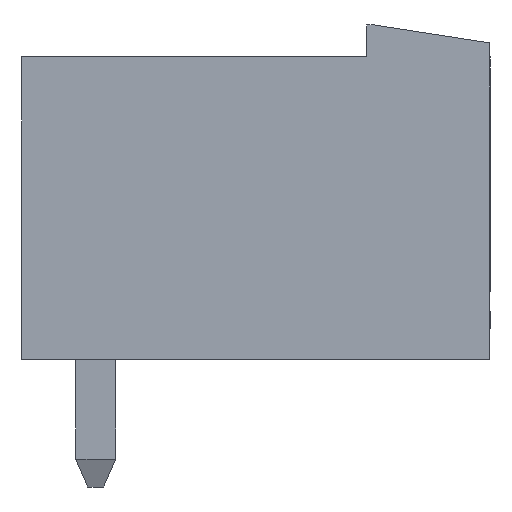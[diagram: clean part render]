
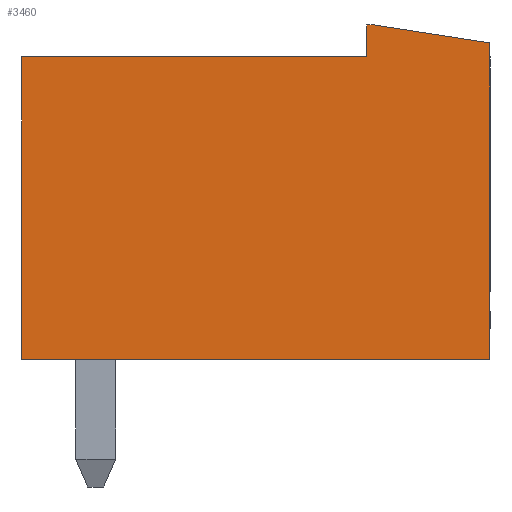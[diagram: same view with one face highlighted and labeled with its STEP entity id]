
A CAD part, left-side view. The second image highlights one B-rep face of the part: STEP entity #3460.
In plain terms, the highlighted planar face has unit normal (-1, 0, 0).
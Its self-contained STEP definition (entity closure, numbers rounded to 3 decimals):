
#3449=AXIS2_PLACEMENT_3D('Plane Axis2P3D',#3446,#3447,#3448) ;
#308=CARTESIAN_POINT('Vertex',(0.,0.,11.15)) ;
#311=CARTESIAN_POINT('Line Origine',(0.,0.,7.175)) ;
#315=CARTESIAN_POINT('Vertex',(0.,0.,3.2)) ;
#1397=CARTESIAN_POINT('Vertex',(0.,2.9,11.6)) ;
#1400=CARTESIAN_POINT('Line Origine',(0.,1.45,11.375)) ;
#1428=CARTESIAN_POINT('Vertex',(0.,3.1,11.6)) ;
#1431=CARTESIAN_POINT('Line Origine',(0.,3.,11.6)) ;
#1725=CARTESIAN_POINT('Vertex',(0.,3.1,10.8)) ;
#1728=CARTESIAN_POINT('Line Origine',(0.,3.1,11.2)) ;
#1845=CARTESIAN_POINT('Vertex',(0.,11.75,10.8)) ;
#1848=CARTESIAN_POINT('Line Origine',(0.,7.425,10.8)) ;
#2583=CARTESIAN_POINT('Vertex',(0.,11.75,3.2)) ;
#2588=CARTESIAN_POINT('Line Origine',(0.,11.75,7.)) ;
#2948=CARTESIAN_POINT('Line Origine',(0.,5.875,3.2)) ;
#3446=CARTESIAN_POINT('Axis2P3D Location',(0.,0.,0.)) ;
#312=DIRECTION('Vector Direction',(0.,0.,-1.)) ;
#1401=DIRECTION('Vector Direction',(0.,-0.988,-0.153)) ;
#1432=DIRECTION('Vector Direction',(0.,-1.,0.)) ;
#1729=DIRECTION('Vector Direction',(0.,0.,1.)) ;
#1849=DIRECTION('Vector Direction',(0.,-1.,0.)) ;
#2589=DIRECTION('Vector Direction',(0.,0.,1.)) ;
#2949=DIRECTION('Vector Direction',(0.,1.,0.)) ;
#3447=DIRECTION('Axis2P3D Direction',(-1.,0.,0.)) ;
#3448=DIRECTION('Axis2P3D XDirection',(0.,-1.,0.)) ;
#313=VECTOR('Line Direction',#312,1.) ;
#1402=VECTOR('Line Direction',#1401,1.) ;
#1433=VECTOR('Line Direction',#1432,1.) ;
#1730=VECTOR('Line Direction',#1729,1.) ;
#1850=VECTOR('Line Direction',#1849,1.) ;
#2590=VECTOR('Line Direction',#2589,1.) ;
#2950=VECTOR('Line Direction',#2949,1.) ;
#3452=ORIENTED_EDGE('',*,*,#317,.T.) ;
#3453=ORIENTED_EDGE('',*,*,#1404,.T.) ;
#3454=ORIENTED_EDGE('',*,*,#1435,.T.) ;
#3455=ORIENTED_EDGE('',*,*,#1732,.T.) ;
#3456=ORIENTED_EDGE('',*,*,#1852,.T.) ;
#3457=ORIENTED_EDGE('',*,*,#2592,.T.) ;
#3458=ORIENTED_EDGE('',*,*,#2952,.T.) ;
#3460=ADVANCED_FACE('HOUSING',(#3459),#3450,.T.) ;
#317=EDGE_CURVE('',#316,#309,#314,.F.) ;
#1404=EDGE_CURVE('',#309,#1398,#1403,.F.) ;
#1435=EDGE_CURVE('',#1398,#1429,#1434,.F.) ;
#1732=EDGE_CURVE('',#1429,#1726,#1731,.F.) ;
#1852=EDGE_CURVE('',#1726,#1846,#1851,.F.) ;
#2592=EDGE_CURVE('',#1846,#2584,#2591,.F.) ;
#2952=EDGE_CURVE('',#2584,#316,#2951,.F.) ;
#3451=EDGE_LOOP('',(#3452,#3453,#3454,#3455,#3456,#3457,#3458)) ;
#3459=FACE_OUTER_BOUND('',#3451,.T.) ;
#314=LINE('Line',#311,#313) ;
#1403=LINE('Line',#1400,#1402) ;
#1434=LINE('Line',#1431,#1433) ;
#1731=LINE('Line',#1728,#1730) ;
#1851=LINE('Line',#1848,#1850) ;
#2591=LINE('Line',#2588,#2590) ;
#2951=LINE('Line',#2948,#2950) ;
#3450=PLANE('',#3449) ;
#309=VERTEX_POINT('',#308) ;
#316=VERTEX_POINT('',#315) ;
#1398=VERTEX_POINT('',#1397) ;
#1429=VERTEX_POINT('',#1428) ;
#1726=VERTEX_POINT('',#1725) ;
#1846=VERTEX_POINT('',#1845) ;
#2584=VERTEX_POINT('',#2583) ;
